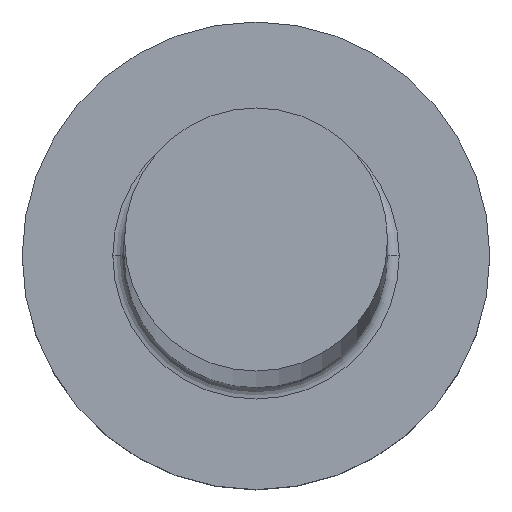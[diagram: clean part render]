
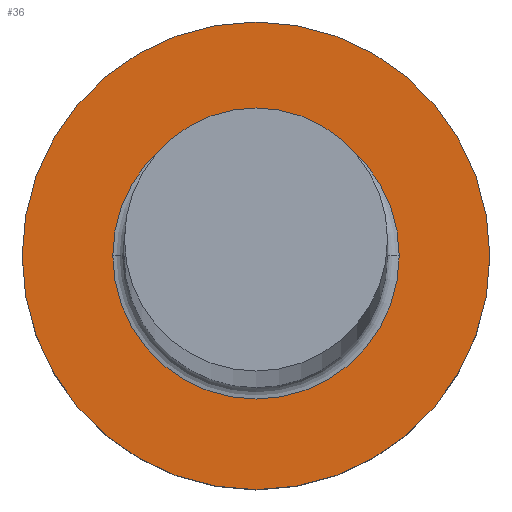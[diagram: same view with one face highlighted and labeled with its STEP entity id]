
A CAD part, top view. The second image highlights one B-rep face of the part: STEP entity #36.
In plain terms, the highlighted planar face has unit normal (0, 0, 1).
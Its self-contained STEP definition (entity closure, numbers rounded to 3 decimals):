
#1 = CARTESIAN_POINT ( 'NONE',  ( 0., 0., 3. ) ) ;
#3 = AXIS2_PLACEMENT_3D ( 'NONE', #40, #49, #53 ) ;
#4 = ORIENTED_EDGE ( 'NONE', *, *, #14, .T. ) ;
#5 = CARTESIAN_POINT ( 'NONE',  ( -4., 0., 3. ) ) ;
#14 = EDGE_CURVE ( 'NONE', #168, #260, #113, .T. ) ;
#23 = PLANE ( 'NONE',  #134 ) ;
#36 = ADVANCED_FACE ( 'NONE', ( #233, #171 ), #23, .T. ) ;
#40 = CARTESIAN_POINT ( 'NONE',  ( 0., 0., 3. ) ) ;
#49 = DIRECTION ( 'NONE',  ( 0., 0., 1. ) ) ;
#53 = DIRECTION ( 'NONE',  ( 1., 0., 0. ) ) ;
#66 = EDGE_LOOP ( 'NONE', ( #194, #186 ) ) ;
#70 = VERTEX_POINT ( 'NONE', #5 ) ;
#85 = VERTEX_POINT ( 'NONE', #240 ) ;
#103 = CARTESIAN_POINT ( 'NONE',  ( 0., 0., 3. ) ) ;
#112 = DIRECTION ( 'NONE',  ( 0., 0., 1. ) ) ;
#113 = CIRCLE ( 'NONE', #193, 2.45 ) ;
#117 = DIRECTION ( 'NONE',  ( 0., 0., 1. ) ) ;
#121 = EDGE_LOOP ( 'NONE', ( #4, #172 ) ) ;
#134 = AXIS2_PLACEMENT_3D ( 'NONE', #266, #112, #149 ) ;
#136 = CIRCLE ( 'NONE', #160, 4. ) ;
#147 = DIRECTION ( 'NONE',  ( 1., 0., 0. ) ) ;
#149 = DIRECTION ( 'NONE',  ( 1., 0., 0. ) ) ;
#160 = AXIS2_PLACEMENT_3D ( 'NONE', #196, #117, #291 ) ;
#163 = DIRECTION ( 'NONE',  ( 0., 0., -1. ) ) ;
#168 = VERTEX_POINT ( 'NONE', #203 ) ;
#171 = FACE_OUTER_BOUND ( 'NONE', #66, .T. ) ;
#172 = ORIENTED_EDGE ( 'NONE', *, *, #230, .T. ) ;
#180 = CARTESIAN_POINT ( 'NONE',  ( -2.45, 0., 3. ) ) ;
#186 = ORIENTED_EDGE ( 'NONE', *, *, #307, .T. ) ;
#193 = AXIS2_PLACEMENT_3D ( 'NONE', #1, #264, #147 ) ;
#194 = ORIENTED_EDGE ( 'NONE', *, *, #241, .T. ) ;
#196 = CARTESIAN_POINT ( 'NONE',  ( 0., 0., 3. ) ) ;
#203 = CARTESIAN_POINT ( 'NONE',  ( 2.45, 0., 3. ) ) ;
#230 = EDGE_CURVE ( 'NONE', #260, #168, #252, .T. ) ;
#233 = FACE_BOUND ( 'NONE', #121, .T. ) ;
#240 = CARTESIAN_POINT ( 'NONE',  ( 4., 0., 3. ) ) ;
#241 = EDGE_CURVE ( 'NONE', #70, #85, #305, .T. ) ;
#252 = CIRCLE ( 'NONE', #295, 2.45 ) ;
#257 = DIRECTION ( 'NONE',  ( 1., 0., 0. ) ) ;
#260 = VERTEX_POINT ( 'NONE', #180 ) ;
#264 = DIRECTION ( 'NONE',  ( 0., 0., -1. ) ) ;
#266 = CARTESIAN_POINT ( 'NONE',  ( 0., 0., 3. ) ) ;
#291 = DIRECTION ( 'NONE',  ( 1., 0., 0. ) ) ;
#295 = AXIS2_PLACEMENT_3D ( 'NONE', #103, #163, #257 ) ;
#305 = CIRCLE ( 'NONE', #3, 4. ) ;
#307 = EDGE_CURVE ( 'NONE', #85, #70, #136, .T. ) ;
